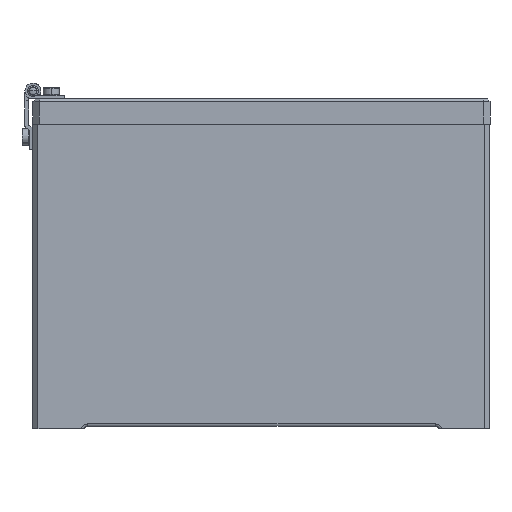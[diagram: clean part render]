
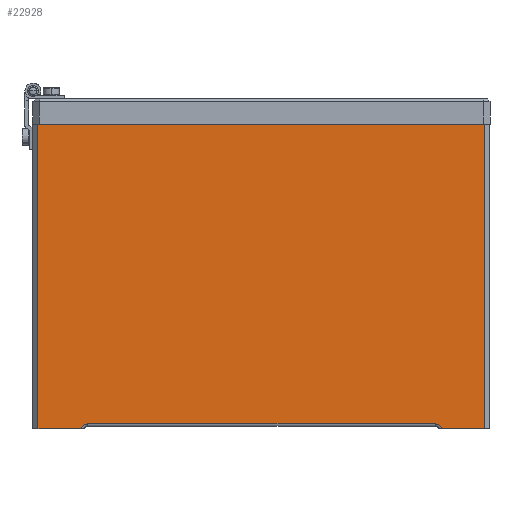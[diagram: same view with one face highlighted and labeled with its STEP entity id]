
A CAD part, front view. The second image highlights one B-rep face of the part: STEP entity #22928.
In plain terms, the highlighted planar face has unit normal (0, -1, 0).
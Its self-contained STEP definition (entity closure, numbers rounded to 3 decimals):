
#294 = VERTEX_POINT ( 'NONE', #14091 ) ;
#1075 = ORIENTED_EDGE ( 'NONE', *, *, #20954, .T. ) ;
#1141 = EDGE_CURVE ( 'NONE', #22398, #9067, #2379, .T. ) ;
#1191 = CARTESIAN_POINT ( 'NONE',  ( 176., -180., -242.5 ) ) ;
#2379 = LINE ( 'NONE', #16954, #8355 ) ;
#2571 = VECTOR ( 'NONE', #4909, 1000. ) ;
#2673 = CIRCLE ( 'NONE', #8568, 5. ) ;
#2880 = DIRECTION ( 'NONE',  ( 1., 0., 0. ) ) ;
#3438 = ORIENTED_EDGE ( 'NONE', *, *, #13975, .F. ) ;
#3960 = VERTEX_POINT ( 'NONE', #29870 ) ;
#4408 = DIRECTION ( 'NONE',  ( 1., 0., 0. ) ) ;
#4428 = DIRECTION ( 'NONE',  ( 0., 0., -1. ) ) ;
#4554 = CARTESIAN_POINT ( 'NONE',  ( -176., -180., -2.5 ) ) ;
#4909 = DIRECTION ( 'NONE',  ( -1., 0., 0. ) ) ;
#5959 = EDGE_CURVE ( 'NONE', #7497, #9067, #6137, .T. ) ;
#6137 = LINE ( 'NONE', #26349, #17349 ) ;
#7341 = CARTESIAN_POINT ( 'NONE',  ( 180., -180., -242.5 ) ) ;
#7497 = VERTEX_POINT ( 'NONE', #19703 ) ;
#8355 = VECTOR ( 'NONE', #4428, 1000. ) ;
#8559 = LINE ( 'NONE', #7341, #2571 ) ;
#8568 = AXIS2_PLACEMENT_3D ( 'NONE', #26795, #11444, #29382 ) ;
#9011 = EDGE_CURVE ( 'NONE', #22398, #3960, #16424, .T. ) ;
#9067 = VERTEX_POINT ( 'NONE', #30261 ) ;
#9218 = CARTESIAN_POINT ( 'NONE',  ( -180., -180., -43. ) ) ;
#10887 = VERTEX_POINT ( 'NONE', #30587 ) ;
#11002 = DIRECTION ( 'NONE',  ( -1., 0., 0. ) ) ;
#11444 = DIRECTION ( 'NONE',  ( 0., 1., 0. ) ) ;
#13053 = FACE_OUTER_BOUND ( 'NONE', #17363, .T. ) ;
#13735 = DIRECTION ( 'NONE',  ( 0., 0., 1. ) ) ;
#13975 = EDGE_CURVE ( 'NONE', #17413, #294, #8559, .T. ) ;
#14091 = CARTESIAN_POINT ( 'NONE',  ( 141.899, -180., -242.5 ) ) ;
#14237 = DIRECTION ( 'NONE',  ( 0., 1., 0. ) ) ;
#14338 = DIRECTION ( 'NONE',  ( 0., 0., -1. ) ) ;
#14731 = VERTEX_POINT ( 'NONE', #15769 ) ;
#15518 = CARTESIAN_POINT ( 'NONE',  ( 137., -180., -238.5 ) ) ;
#15769 = CARTESIAN_POINT ( 'NONE',  ( 137., -180., -238.5 ) ) ;
#15968 = ORIENTED_EDGE ( 'NONE', *, *, #29311, .T. ) ;
#16316 = LINE ( 'NONE', #23834, #22323 ) ;
#16424 = LINE ( 'NONE', #22409, #24035 ) ;
#16763 = ORIENTED_EDGE ( 'NONE', *, *, #22793, .T. ) ;
#16954 = CARTESIAN_POINT ( 'NONE',  ( -176., -180., -43. ) ) ;
#17349 = VECTOR ( 'NONE', #11002, 1000. ) ;
#17363 = EDGE_LOOP ( 'NONE', ( #3438, #19237, #22563, #21095, #19401, #1075, #15968, #16763 ) ) ;
#17413 = VERTEX_POINT ( 'NONE', #1191 ) ;
#19237 = ORIENTED_EDGE ( 'NONE', *, *, #23180, .T. ) ;
#19401 = ORIENTED_EDGE ( 'NONE', *, *, #5959, .F. ) ;
#19660 = LINE ( 'NONE', #15518, #32493 ) ;
#19703 = CARTESIAN_POINT ( 'NONE',  ( -141.899, -180., -242.5 ) ) ;
#20954 = EDGE_CURVE ( 'NONE', #7497, #10887, #28777, .T. ) ;
#21095 = ORIENTED_EDGE ( 'NONE', *, *, #1141, .T. ) ;
#22323 = VECTOR ( 'NONE', #13735, 1000. ) ;
#22398 = VERTEX_POINT ( 'NONE', #4554 ) ;
#22409 = CARTESIAN_POINT ( 'NONE',  ( -176., -180., -2.5 ) ) ;
#22563 = ORIENTED_EDGE ( 'NONE', *, *, #9011, .F. ) ;
#22793 = EDGE_CURVE ( 'NONE', #14731, #294, #2673, .T. ) ;
#22928 = ADVANCED_FACE ( 'NONE', ( #13053 ), #24559, .T. ) ;
#23180 = EDGE_CURVE ( 'NONE', #17413, #3960, #16316, .T. ) ;
#23834 = CARTESIAN_POINT ( 'NONE',  ( 176., -180., -43. ) ) ;
#24035 = VECTOR ( 'NONE', #4408, 1000. ) ;
#24559 = PLANE ( 'NONE',  #27445 ) ;
#26349 = CARTESIAN_POINT ( 'NONE',  ( 180., -180., -242.5 ) ) ;
#26795 = CARTESIAN_POINT ( 'NONE',  ( 137., -180., -243.5 ) ) ;
#27445 = AXIS2_PLACEMENT_3D ( 'NONE', #9218, #29719, #14338 ) ;
#28777 = CIRCLE ( 'NONE', #29587, 5. ) ;
#29311 = EDGE_CURVE ( 'NONE', #10887, #14731, #19660, .T. ) ;
#29382 = DIRECTION ( 'NONE',  ( 0., 0., -1. ) ) ;
#29587 = AXIS2_PLACEMENT_3D ( 'NONE', #29630, #14237, #32194 ) ;
#29630 = CARTESIAN_POINT ( 'NONE',  ( -137., -180., -243.5 ) ) ;
#29719 = DIRECTION ( 'NONE',  ( 0., -1., 0. ) ) ;
#29870 = CARTESIAN_POINT ( 'NONE',  ( 176., -180., -2.5 ) ) ;
#30261 = CARTESIAN_POINT ( 'NONE',  ( -176., -180., -242.5 ) ) ;
#30587 = CARTESIAN_POINT ( 'NONE',  ( -137., -180., -238.5 ) ) ;
#32194 = DIRECTION ( 'NONE',  ( 0., 0., -1. ) ) ;
#32493 = VECTOR ( 'NONE', #2880, 1000. ) ;
